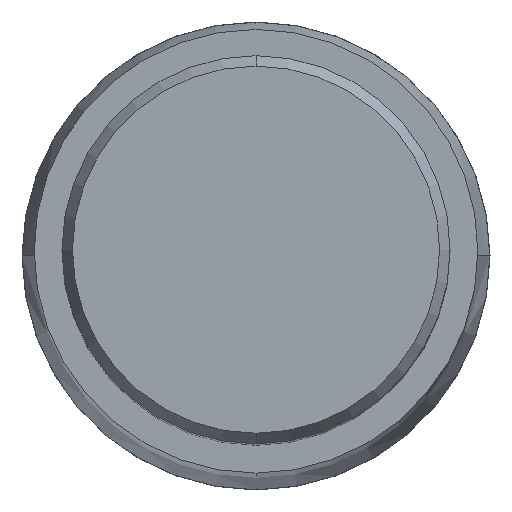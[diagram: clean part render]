
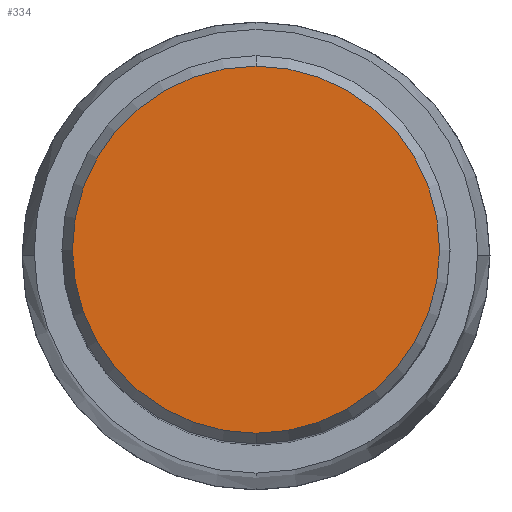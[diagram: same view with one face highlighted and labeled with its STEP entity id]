
A CAD part, top view. The second image highlights one B-rep face of the part: STEP entity #334.
In plain terms, the highlighted planar face has unit normal (0, 0, 1).
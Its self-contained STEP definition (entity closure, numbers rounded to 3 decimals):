
#206=VERTEX_POINT('',#539);
#236=EDGE_CURVE('',#206,#438,#572,.T.);
#238=EDGE_CURVE('',#438,#206,#574,.T.);
#334=ADVANCED_FACE('',(#679),#680,.T.);
#438=VERTEX_POINT('',#799);
#539=CARTESIAN_POINT('',(0.0,12.012,0.));
#572=CIRCLE('',#942,12.012);
#574=CIRCLE('',#945,12.012);
#679=FACE_OUTER_BOUND('',#1080,.T.);
#680=PLANE('',#1081);
#799=CARTESIAN_POINT('',(0.,-12.012,0.));
#942=AXIS2_PLACEMENT_3D('',#1370,#1371,#1372);
#945=AXIS2_PLACEMENT_3D('',#1373,#1374,#1375);
#1080=EDGE_LOOP('',(#1520,#1521));
#1081=AXIS2_PLACEMENT_3D('',#1522,#1523,#1524);
#1370=CARTESIAN_POINT('',(0.0,0.0,0.));
#1371=DIRECTION('',(0.0,0.0,-1.0));
#1372=DIRECTION('',(0.0,1.0,0.0));
#1373=CARTESIAN_POINT('',(0.0,0.0,0.));
#1374=DIRECTION('',(0.0,0.0,-1.0));
#1375=DIRECTION('',(0.0,1.0,0.0));
#1520=ORIENTED_EDGE('',*,*,#236,.F.);
#1521=ORIENTED_EDGE('',*,*,#238,.F.);
#1522=CARTESIAN_POINT('',(0.0,6.006,0.));
#1523=DIRECTION('',(-0.0,0.0,1.0));
#1524=DIRECTION('',(0.0,-1.0,0.0));
